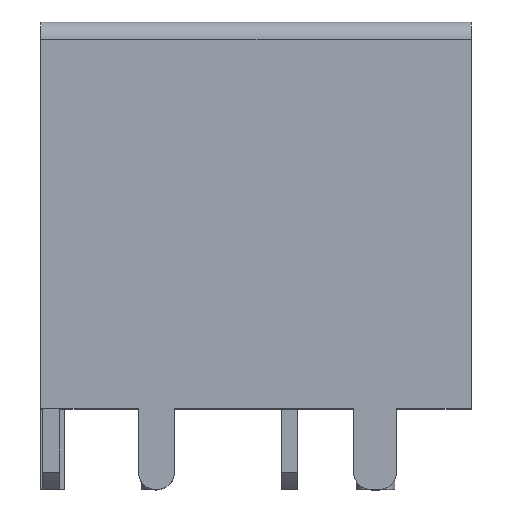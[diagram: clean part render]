
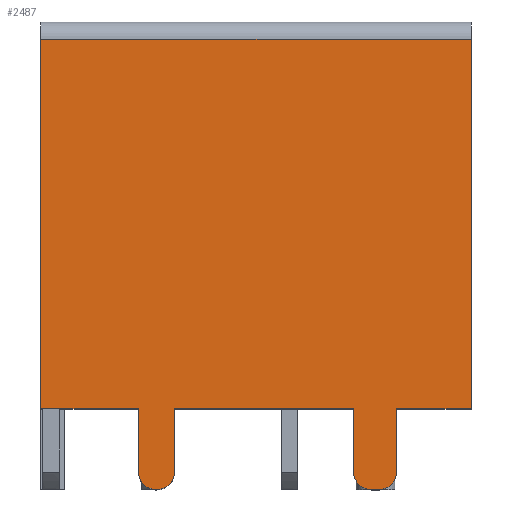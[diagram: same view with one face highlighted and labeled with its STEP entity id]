
A CAD part, top view. The second image highlights one B-rep face of the part: STEP entity #2487.
In plain terms, the highlighted planar face has unit normal (0, 0, 1).
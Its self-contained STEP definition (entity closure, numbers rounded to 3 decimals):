
#3 = CARTESIAN_POINT ( 'NONE',  ( -6.17, 10.59, 5.025 ) ) ;
#40 = ORIENTED_EDGE ( 'NONE', *, *, #2831, .T. ) ;
#50 = EDGE_CURVE ( 'NONE', #2437, #376, #2218, .T. ) ;
#70 = CIRCLE ( 'NONE', #884, 0.5 ) ;
#123 = VERTEX_POINT ( 'NONE', #1874 ) ;
#128 = DIRECTION ( 'NONE',  ( 0., -1., 0. ) ) ;
#137 = LINE ( 'NONE', #1612, #764 ) ;
#153 = DIRECTION ( 'NONE',  ( -1., 0., 0. ) ) ;
#159 = EDGE_CURVE ( 'NONE', #3212, #1768, #137, .T. ) ;
#233 = CARTESIAN_POINT ( 'NONE',  ( -6.17, 0., 5.025 ) ) ;
#235 = CARTESIAN_POINT ( 'NONE',  ( -2.34, -1.81, 5.025 ) ) ;
#262 = LINE ( 'NONE', #233, #433 ) ;
#273 = ORIENTED_EDGE ( 'NONE', *, *, #364, .T. ) ;
#277 = VERTEX_POINT ( 'NONE', #528 ) ;
#341 = LINE ( 'NONE', #1176, #2054 ) ;
#357 = VERTEX_POINT ( 'NONE', #2708 ) ;
#364 = EDGE_CURVE ( 'NONE', #277, #3212, #3060, .T. ) ;
#376 = VERTEX_POINT ( 'NONE', #235 ) ;
#399 = CARTESIAN_POINT ( 'NONE',  ( -2.84, -1.81, 5.025 ) ) ;
#433 = VECTOR ( 'NONE', #3255, 1000. ) ;
#440 = CARTESIAN_POINT ( 'NONE',  ( -2.34, 0., 5.025 ) ) ;
#493 = EDGE_CURVE ( 'NONE', #2134, #1541, #926, .T. ) ;
#515 = ORIENTED_EDGE ( 'NONE', *, *, #3478, .T. ) ;
#528 = CARTESIAN_POINT ( 'NONE',  ( 3.53, -2.31, 5.025 ) ) ;
#570 = ORIENTED_EDGE ( 'NONE', *, *, #159, .T. ) ;
#607 = EDGE_CURVE ( 'NONE', #3508, #123, #706, .T. ) ;
#635 = CARTESIAN_POINT ( 'NONE',  ( -6.17, 0., 5.025 ) ) ;
#642 = DIRECTION ( 'NONE',  ( 1., 0., 0. ) ) ;
#658 = DIRECTION ( 'NONE',  ( 0., 0., 1. ) ) ;
#706 = LINE ( 'NONE', #2372, #1406 ) ;
#729 = ORIENTED_EDGE ( 'NONE', *, *, #2511, .F. ) ;
#740 = VERTEX_POINT ( 'NONE', #3 ) ;
#764 = VECTOR ( 'NONE', #2176, 1000. ) ;
#772 = CARTESIAN_POINT ( 'NONE',  ( 4.03, -1.81, 5.025 ) ) ;
#798 = CARTESIAN_POINT ( 'NONE',  ( -3.37, -1.81, 5.025 ) ) ;
#807 = CARTESIAN_POINT ( 'NONE',  ( -2.34, -2.31, 5.025 ) ) ;
#830 = DIRECTION ( 'NONE',  ( 0., 0., 1. ) ) ;
#843 = EDGE_CURVE ( 'NONE', #3508, #1057, #70, .T. ) ;
#869 = VERTEX_POINT ( 'NONE', #877 ) ;
#877 = CARTESIAN_POINT ( 'NONE',  ( 6.17, 10.59, 5.025 ) ) ;
#884 = AXIS2_PLACEMENT_3D ( 'NONE', #1201, #1480, #1453 ) ;
#895 = DIRECTION ( 'NONE',  ( 1., 0., 0. ) ) ;
#898 = VECTOR ( 'NONE', #1312, 1000. ) ;
#903 = VECTOR ( 'NONE', #3435, 1000. ) ;
#926 = LINE ( 'NONE', #2567, #3057 ) ;
#972 = DIRECTION ( 'NONE',  ( 0., 0., -1. ) ) ;
#985 = ORIENTED_EDGE ( 'NONE', *, *, #493, .T. ) ;
#1057 = VERTEX_POINT ( 'NONE', #2369 ) ;
#1109 = CARTESIAN_POINT ( 'NONE',  ( -6.17, 0., 5.025 ) ) ;
#1157 = CARTESIAN_POINT ( 'NONE',  ( -3.37, 0., 5.025 ) ) ;
#1171 = ORIENTED_EDGE ( 'NONE', *, *, #607, .F. ) ;
#1176 = CARTESIAN_POINT ( 'NONE',  ( -3.37, -2.31, 5.025 ) ) ;
#1201 = CARTESIAN_POINT ( 'NONE',  ( 3.3, -1.81, 5.025 ) ) ;
#1215 = CARTESIAN_POINT ( 'NONE',  ( -6.17, 11.09, 5.025 ) ) ;
#1260 = CARTESIAN_POINT ( 'NONE',  ( -6.17, 11.09, 5.025 ) ) ;
#1270 = CARTESIAN_POINT ( 'NONE',  ( 6.17, 0., 5.025 ) ) ;
#1271 = ORIENTED_EDGE ( 'NONE', *, *, #2385, .T. ) ;
#1312 = DIRECTION ( 'NONE',  ( -1., 0., 0. ) ) ;
#1315 = DIRECTION ( 'NONE',  ( 0., 0., 1. ) ) ;
#1333 = LINE ( 'NONE', #635, #3122 ) ;
#1401 = CARTESIAN_POINT ( 'NONE',  ( 3.53, -1.81, 5.025 ) ) ;
#1406 = VECTOR ( 'NONE', #3235, 1000. ) ;
#1430 = DIRECTION ( 'NONE',  ( -1., 0., 0. ) ) ;
#1453 = DIRECTION ( 'NONE',  ( -1., 0., 0. ) ) ;
#1480 = DIRECTION ( 'NONE',  ( 0., 0., 1. ) ) ;
#1524 = ORIENTED_EDGE ( 'NONE', *, *, #2232, .F. ) ;
#1538 = ORIENTED_EDGE ( 'NONE', *, *, #3394, .F. ) ;
#1541 = VERTEX_POINT ( 'NONE', #1157 ) ;
#1568 = PLANE ( 'NONE',  #3091 ) ;
#1612 = CARTESIAN_POINT ( 'NONE',  ( 4.03, -2.31, 5.025 ) ) ;
#1644 = LINE ( 'NONE', #2994, #898 ) ;
#1702 = AXIS2_PLACEMENT_3D ( 'NONE', #399, #658, #2291 ) ;
#1704 = AXIS2_PLACEMENT_3D ( 'NONE', #1401, #830, #1430 ) ;
#1735 = DIRECTION ( 'NONE',  ( 0., 1., 0. ) ) ;
#1768 = VERTEX_POINT ( 'NONE', #3173 ) ;
#1835 = CARTESIAN_POINT ( 'NONE',  ( 6.17, 11.09, 5.025 ) ) ;
#1874 = CARTESIAN_POINT ( 'NONE',  ( 2.8, 0., 5.025 ) ) ;
#1890 = CARTESIAN_POINT ( 'NONE',  ( -2.87, -1.81, 5.025 ) ) ;
#1958 = ORIENTED_EDGE ( 'NONE', *, *, #3324, .T. ) ;
#1985 = LINE ( 'NONE', #807, #3178 ) ;
#2054 = VECTOR ( 'NONE', #1735, 1000. ) ;
#2100 = EDGE_CURVE ( 'NONE', #1768, #2468, #262, .T. ) ;
#2132 = LINE ( 'NONE', #1215, #2942 ) ;
#2134 = VERTEX_POINT ( 'NONE', #1109 ) ;
#2165 = VERTEX_POINT ( 'NONE', #798 ) ;
#2171 = CIRCLE ( 'NONE', #2621, 0.5 ) ;
#2176 = DIRECTION ( 'NONE',  ( 0., 1., 0. ) ) ;
#2218 = CIRCLE ( 'NONE', #1702, 0.5 ) ;
#2232 = EDGE_CURVE ( 'NONE', #2165, #1541, #341, .T. ) ;
#2259 = CARTESIAN_POINT ( 'NONE',  ( -3.37, -2.31, 5.025 ) ) ;
#2291 = DIRECTION ( 'NONE',  ( -1., 0., 0. ) ) ;
#2304 = CARTESIAN_POINT ( 'NONE',  ( 2.8, -1.81, 5.025 ) ) ;
#2348 = LINE ( 'NONE', #2259, #2469 ) ;
#2369 = CARTESIAN_POINT ( 'NONE',  ( 3.3, -2.31, 5.025 ) ) ;
#2372 = CARTESIAN_POINT ( 'NONE',  ( 2.8, -2.31, 5.025 ) ) ;
#2384 = ORIENTED_EDGE ( 'NONE', *, *, #843, .T. ) ;
#2385 = EDGE_CURVE ( 'NONE', #740, #2134, #2132, .T. ) ;
#2410 = ORIENTED_EDGE ( 'NONE', *, *, #2100, .T. ) ;
#2437 = VERTEX_POINT ( 'NONE', #2859 ) ;
#2455 = EDGE_CURVE ( 'NONE', #869, #740, #2734, .T. ) ;
#2468 = VERTEX_POINT ( 'NONE', #1270 ) ;
#2469 = VECTOR ( 'NONE', #3356, 1000. ) ;
#2487 = ADVANCED_FACE ( 'NONE', ( #3229 ), #1568, .F. ) ;
#2511 = EDGE_CURVE ( 'NONE', #869, #2468, #3393, .T. ) ;
#2567 = CARTESIAN_POINT ( 'NONE',  ( -6.17, 0., 5.025 ) ) ;
#2599 = VECTOR ( 'NONE', #3531, 1000. ) ;
#2621 = AXIS2_PLACEMENT_3D ( 'NONE', #1890, #1315, #3000 ) ;
#2654 = VERTEX_POINT ( 'NONE', #440 ) ;
#2685 = ORIENTED_EDGE ( 'NONE', *, *, #50, .T. ) ;
#2708 = CARTESIAN_POINT ( 'NONE',  ( -2.87, -2.31, 5.025 ) ) ;
#2734 = LINE ( 'NONE', #3139, #903 ) ;
#2831 = EDGE_CURVE ( 'NONE', #2165, #357, #2171, .T. ) ;
#2859 = CARTESIAN_POINT ( 'NONE',  ( -2.84, -2.31, 5.025 ) ) ;
#2885 = EDGE_LOOP ( 'NONE', ( #729, #3557, #1271, #985, #1524, #40, #1538, #2685, #1958, #515, #1171, #2384, #3082, #273, #570, #2410 ) ) ;
#2942 = VECTOR ( 'NONE', #128, 1000. ) ;
#2994 = CARTESIAN_POINT ( 'NONE',  ( 4.03, -2.31, 5.025 ) ) ;
#3000 = DIRECTION ( 'NONE',  ( -1., 0., 0. ) ) ;
#3057 = VECTOR ( 'NONE', #642, 1000. ) ;
#3060 = CIRCLE ( 'NONE', #1704, 0.5 ) ;
#3082 = ORIENTED_EDGE ( 'NONE', *, *, #3260, .F. ) ;
#3091 = AXIS2_PLACEMENT_3D ( 'NONE', #1260, #972, #153 ) ;
#3122 = VECTOR ( 'NONE', #895, 1000. ) ;
#3139 = CARTESIAN_POINT ( 'NONE',  ( -6.17, 10.59, 5.025 ) ) ;
#3173 = CARTESIAN_POINT ( 'NONE',  ( 4.03, 0., 5.025 ) ) ;
#3178 = VECTOR ( 'NONE', #3367, 1000. ) ;
#3212 = VERTEX_POINT ( 'NONE', #772 ) ;
#3229 = FACE_OUTER_BOUND ( 'NONE', #2885, .T. ) ;
#3235 = DIRECTION ( 'NONE',  ( 0., 1., 0. ) ) ;
#3255 = DIRECTION ( 'NONE',  ( 1., 0., 0. ) ) ;
#3260 = EDGE_CURVE ( 'NONE', #277, #1057, #1644, .T. ) ;
#3324 = EDGE_CURVE ( 'NONE', #376, #2654, #1985, .T. ) ;
#3356 = DIRECTION ( 'NONE',  ( -1., 0., 0. ) ) ;
#3367 = DIRECTION ( 'NONE',  ( 0., 1., 0. ) ) ;
#3393 = LINE ( 'NONE', #1835, #2599 ) ;
#3394 = EDGE_CURVE ( 'NONE', #2437, #357, #2348, .T. ) ;
#3435 = DIRECTION ( 'NONE',  ( -1., 0., 0. ) ) ;
#3478 = EDGE_CURVE ( 'NONE', #2654, #123, #1333, .T. ) ;
#3508 = VERTEX_POINT ( 'NONE', #2304 ) ;
#3531 = DIRECTION ( 'NONE',  ( 0., -1., 0. ) ) ;
#3557 = ORIENTED_EDGE ( 'NONE', *, *, #2455, .T. ) ;
